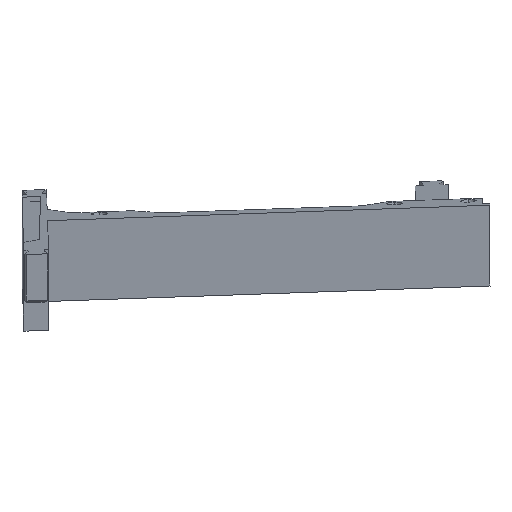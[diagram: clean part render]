
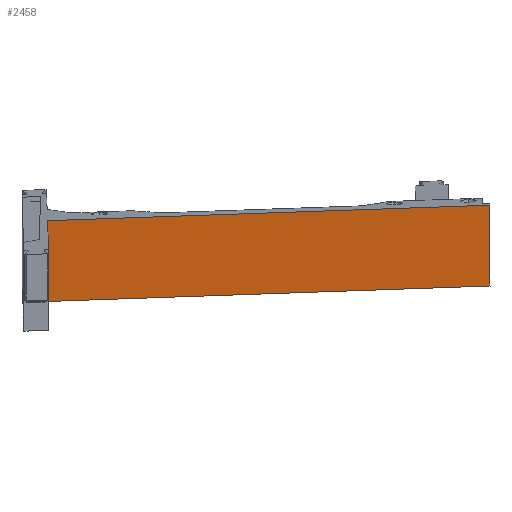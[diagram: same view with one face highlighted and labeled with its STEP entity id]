
A CAD part, left-side view. The second image highlights one B-rep face of the part: STEP entity #2458.
In plain terms, the highlighted planar face has unit normal (-0.985, -0.006, -0.173).
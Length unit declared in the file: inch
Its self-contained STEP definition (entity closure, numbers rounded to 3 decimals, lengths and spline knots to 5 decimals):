
#21 = ORIENTED_EDGE ( 'NONE', *, *, #1706, .F. ) ;
#106 = CARTESIAN_POINT ( 'NONE',  ( 15.12431, 247.29057, 110.889 ) ) ;
#305 = DIRECTION ( 'NONE',  ( -0.985, -0.006, -0.174 ) ) ;
#388 = AXIS2_PLACEMENT_3D ( 'NONE', #2635, #305, #518 ) ;
#518 = DIRECTION ( 'NONE',  ( -0.174, 0., 0.985 ) ) ;
#799 = VECTOR ( 'NONE', #1773, 39.37008 ) ;
#833 = VECTOR ( 'NONE', #1000, 39.37008 ) ;
#837 = DIRECTION ( 'NONE',  ( 0., 0.999, -0.035 ) ) ;
#964 = CARTESIAN_POINT ( 'NONE',  ( 13.95214, 240.54468, 117.7763 ) ) ;
#1000 = DIRECTION ( 'NONE',  ( -0.174, 0., 0.985 ) ) ;
#1008 = LINE ( 'NONE', #2705, #2429 ) ;
#1032 = ORIENTED_EDGE ( 'NONE', *, *, #2656, .F. ) ;
#1209 = VERTEX_POINT ( 'NONE', #2688 ) ;
#1226 = LINE ( 'NONE', #1442, #833 ) ;
#1430 = VERTEX_POINT ( 'NONE', #2261 ) ;
#1442 = CARTESIAN_POINT ( 'NONE',  ( 15.12431, 240.54468, 111.12457 ) ) ;
#1634 = VECTOR ( 'NONE', #2196, 39.37008 ) ;
#1706 = EDGE_CURVE ( 'NONE', #1209, #2787, #2328, .T. ) ;
#1773 = DIRECTION ( 'NONE',  ( 0., -0.999, 0.035 ) ) ;
#2039 = CARTESIAN_POINT ( 'NONE',  ( 13.7351, 240.54468, 119.00795 ) ) ;
#2103 = EDGE_CURVE ( 'NONE', #2467, #2787, #1226, .T. ) ;
#2123 = FACE_OUTER_BOUND ( 'NONE', #2716, .T. ) ;
#2169 = PLANE ( 'NONE',  #388 ) ;
#2196 = DIRECTION ( 'NONE',  ( -0.174, 0., 0.985 ) ) ;
#2248 = ORIENTED_EDGE ( 'NONE', *, *, #2625, .F. ) ;
#2261 = CARTESIAN_POINT ( 'NONE',  ( 13.95214, 247.29057, 117.54073 ) ) ;
#2293 = CARTESIAN_POINT ( 'NONE',  ( 13.7351, 240.54468, 119.00795 ) ) ;
#2328 = LINE ( 'NONE', #2293, #799 ) ;
#2429 = VECTOR ( 'NONE', #837, 39.37008 ) ;
#2458 = ADVANCED_FACE ( 'NONE', ( #2123 ), #2169, .T. ) ;
#2467 = VERTEX_POINT ( 'NONE', #964 ) ;
#2625 = EDGE_CURVE ( 'NONE', #2467, #1430, #1008, .T. ) ;
#2635 = CARTESIAN_POINT ( 'NONE',  ( 15.12431, 240.54468, 111.12457 ) ) ;
#2656 = EDGE_CURVE ( 'NONE', #1430, #1209, #2925, .T. ) ;
#2688 = CARTESIAN_POINT ( 'NONE',  ( 13.7351, 247.29057, 118.77238 ) ) ;
#2705 = CARTESIAN_POINT ( 'NONE',  ( 13.95214, 240.77668, 117.7682 ) ) ;
#2716 = EDGE_LOOP ( 'NONE', ( #2248, #2832, #21, #1032 ) ) ;
#2787 = VERTEX_POINT ( 'NONE', #2039 ) ;
#2832 = ORIENTED_EDGE ( 'NONE', *, *, #2103, .T. ) ;
#2925 = LINE ( 'NONE', #106, #1634 ) ;
